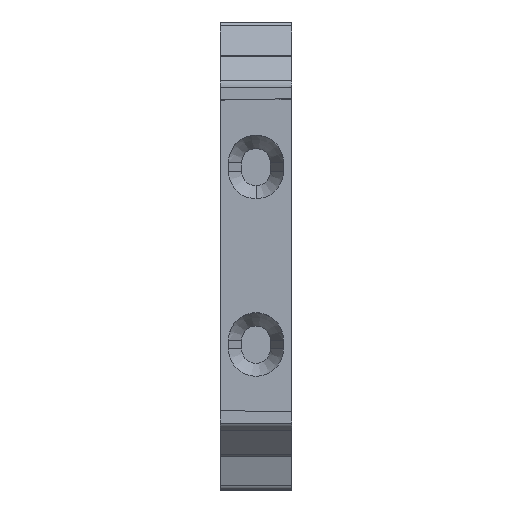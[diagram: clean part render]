
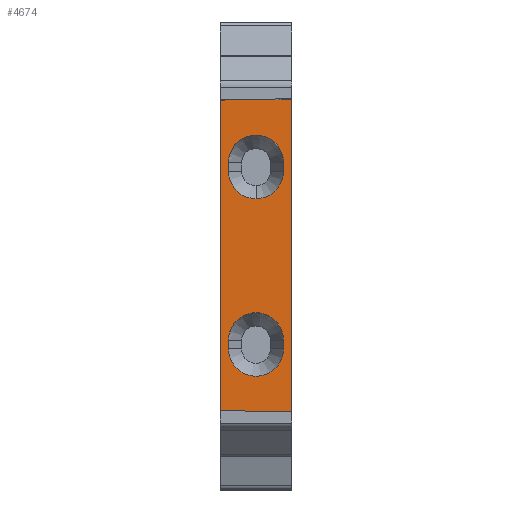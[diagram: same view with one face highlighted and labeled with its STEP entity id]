
A CAD part, top view. The second image highlights one B-rep face of the part: STEP entity #4674.
In plain terms, the highlighted planar face has unit normal (0, 0, 1).
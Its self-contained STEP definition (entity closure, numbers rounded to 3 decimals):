
#4561=AXIS2_PLACEMENT_3D('Plane Axis2P3D',#4558,#4559,#4560) ;
#4576=AXIS2_PLACEMENT_3D('Circle Axis2P3D',#4574,#4575,$) ;
#4592=AXIS2_PLACEMENT_3D('Circle Axis2P3D',#4590,#4591,$) ;
#4599=AXIS2_PLACEMENT_3D('Circle Axis2P3D',#4597,#4598,$) ;
#4613=AXIS2_PLACEMENT_3D('Circle Axis2P3D',#4611,#4612,$) ;
#4626=AXIS2_PLACEMENT_3D('Circle Axis2P3D',#4624,#4625,$) ;
#4635=AXIS2_PLACEMENT_3D('Circle Axis2P3D',#4633,#4634,$) ;
#4649=AXIS2_PLACEMENT_3D('Circle Axis2P3D',#4647,#4648,$) ;
#4656=AXIS2_PLACEMENT_3D('Circle Axis2P3D',#4654,#4655,$) ;
#1077=CARTESIAN_POINT('Vertex',(0.,6.526,51.4)) ;
#1080=CARTESIAN_POINT('Line Origine',(0.,19.5,51.4)) ;
#1084=CARTESIAN_POINT('Vertex',(0.,32.474,51.4)) ;
#1927=CARTESIAN_POINT('Vertex',(6.,32.526,51.4)) ;
#1930=CARTESIAN_POINT('Line Origine',(6.,19.5,51.4)) ;
#1934=CARTESIAN_POINT('Vertex',(6.,6.474,51.4)) ;
#4538=CARTESIAN_POINT('Line Origine',(3.,6.5,51.4)) ;
#4558=CARTESIAN_POINT('Axis2P3D Location',(6.,6.474,51.4)) ;
#4563=CARTESIAN_POINT('Line Origine',(3.,32.5,51.4)) ;
#4574=CARTESIAN_POINT('Axis2P3D Location',(3.,11.75,51.4)) ;
#4578=CARTESIAN_POINT('Vertex',(3.,9.45,51.4)) ;
#4580=CARTESIAN_POINT('Vertex',(0.7,11.75,51.4)) ;
#4583=CARTESIAN_POINT('Line Origine',(0.7,12.1,51.4)) ;
#4587=CARTESIAN_POINT('Vertex',(0.7,12.45,51.4)) ;
#4590=CARTESIAN_POINT('Axis2P3D Location',(3.,12.45,51.4)) ;
#4594=CARTESIAN_POINT('Vertex',(3.,14.75,51.4)) ;
#4597=CARTESIAN_POINT('Axis2P3D Location',(3.,12.45,51.4)) ;
#4601=CARTESIAN_POINT('Vertex',(5.3,12.45,51.4)) ;
#4604=CARTESIAN_POINT('Line Origine',(5.3,12.1,51.4)) ;
#4608=CARTESIAN_POINT('Vertex',(5.3,11.75,51.4)) ;
#4611=CARTESIAN_POINT('Axis2P3D Location',(3.,11.75,51.4)) ;
#4624=CARTESIAN_POINT('Axis2P3D Location',(3.,26.55,51.4)) ;
#4628=CARTESIAN_POINT('Vertex',(3.,24.25,51.4)) ;
#4630=CARTESIAN_POINT('Vertex',(5.3,26.55,51.4)) ;
#4633=CARTESIAN_POINT('Axis2P3D Location',(3.,26.55,51.4)) ;
#4637=CARTESIAN_POINT('Vertex',(0.7,26.55,51.4)) ;
#4640=CARTESIAN_POINT('Line Origine',(0.7,26.9,51.4)) ;
#4644=CARTESIAN_POINT('Vertex',(0.7,27.25,51.4)) ;
#4647=CARTESIAN_POINT('Axis2P3D Location',(3.,27.25,51.4)) ;
#4651=CARTESIAN_POINT('Vertex',(3.,29.55,51.4)) ;
#4654=CARTESIAN_POINT('Axis2P3D Location',(3.,27.25,51.4)) ;
#4658=CARTESIAN_POINT('Vertex',(5.3,27.25,51.4)) ;
#4661=CARTESIAN_POINT('Line Origine',(5.3,26.9,51.4)) ;
#1081=DIRECTION('Vector Direction',(0.,-1.,0.)) ;
#1931=DIRECTION('Vector Direction',(0.,-1.,0.)) ;
#4539=DIRECTION('Vector Direction',(-1.,0.009,0.)) ;
#4559=DIRECTION('Axis2P3D Direction',(0.,0.,1.)) ;
#4560=DIRECTION('Axis2P3D XDirection',(0.,1.,0.)) ;
#4564=DIRECTION('Vector Direction',(-1.,-0.009,0.)) ;
#4575=DIRECTION('Axis2P3D Direction',(0.,0.,1.)) ;
#4584=DIRECTION('Vector Direction',(0.,1.,0.)) ;
#4591=DIRECTION('Axis2P3D Direction',(0.,0.,1.)) ;
#4598=DIRECTION('Axis2P3D Direction',(0.,0.,1.)) ;
#4605=DIRECTION('Vector Direction',(0.,-1.,0.)) ;
#4612=DIRECTION('Axis2P3D Direction',(0.,0.,1.)) ;
#4625=DIRECTION('Axis2P3D Direction',(0.,0.,1.)) ;
#4634=DIRECTION('Axis2P3D Direction',(0.,0.,1.)) ;
#4641=DIRECTION('Vector Direction',(0.,1.,0.)) ;
#4648=DIRECTION('Axis2P3D Direction',(0.,0.,1.)) ;
#4655=DIRECTION('Axis2P3D Direction',(0.,0.,1.)) ;
#4662=DIRECTION('Vector Direction',(0.,-1.,0.)) ;
#1082=VECTOR('Line Direction',#1081,1.) ;
#1932=VECTOR('Line Direction',#1931,1.) ;
#4540=VECTOR('Line Direction',#4539,1.) ;
#4565=VECTOR('Line Direction',#4564,1.) ;
#4585=VECTOR('Line Direction',#4584,1.) ;
#4606=VECTOR('Line Direction',#4605,1.) ;
#4642=VECTOR('Line Direction',#4641,1.) ;
#4663=VECTOR('Line Direction',#4662,1.) ;
#4569=ORIENTED_EDGE('',*,*,#4567,.T.) ;
#4570=ORIENTED_EDGE('',*,*,#1086,.T.) ;
#4571=ORIENTED_EDGE('',*,*,#4542,.T.) ;
#4572=ORIENTED_EDGE('',*,*,#1936,.F.) ;
#4617=ORIENTED_EDGE('',*,*,#4582,.T.) ;
#4618=ORIENTED_EDGE('',*,*,#4589,.T.) ;
#4619=ORIENTED_EDGE('',*,*,#4596,.F.) ;
#4620=ORIENTED_EDGE('',*,*,#4603,.T.) ;
#4621=ORIENTED_EDGE('',*,*,#4610,.F.) ;
#4622=ORIENTED_EDGE('',*,*,#4615,.F.) ;
#4667=ORIENTED_EDGE('',*,*,#4632,.F.) ;
#4668=ORIENTED_EDGE('',*,*,#4639,.T.) ;
#4669=ORIENTED_EDGE('',*,*,#4646,.F.) ;
#4670=ORIENTED_EDGE('',*,*,#4653,.F.) ;
#4671=ORIENTED_EDGE('',*,*,#4660,.T.) ;
#4672=ORIENTED_EDGE('',*,*,#4665,.T.) ;
#4623=FACE_BOUND('',#4616,.T.) ;
#4673=FACE_BOUND('',#4666,.T.) ;
#4674=ADVANCED_FACE('WTA_8_TN-KO',(#4573,#4623,#4673),#4562,.T.) ;
#4577=CIRCLE('generated circle',#4576,2.3) ;
#4593=CIRCLE('generated circle',#4592,2.3) ;
#4600=CIRCLE('generated circle',#4599,2.3) ;
#4614=CIRCLE('generated circle',#4613,2.3) ;
#4627=CIRCLE('generated circle',#4626,2.3) ;
#4636=CIRCLE('generated circle',#4635,2.3) ;
#4650=CIRCLE('generated circle',#4649,2.3) ;
#4657=CIRCLE('generated circle',#4656,2.3) ;
#1086=EDGE_CURVE('',#1085,#1078,#1083,.T.) ;
#1936=EDGE_CURVE('',#1928,#1935,#1933,.T.) ;
#4542=EDGE_CURVE('',#1078,#1935,#4541,.F.) ;
#4567=EDGE_CURVE('',#1928,#1085,#4566,.T.) ;
#4582=EDGE_CURVE('',#4579,#4581,#4577,.F.) ;
#4589=EDGE_CURVE('',#4581,#4588,#4586,.T.) ;
#4596=EDGE_CURVE('',#4595,#4588,#4593,.T.) ;
#4603=EDGE_CURVE('',#4595,#4602,#4600,.F.) ;
#4610=EDGE_CURVE('',#4609,#4602,#4607,.F.) ;
#4615=EDGE_CURVE('',#4579,#4609,#4614,.T.) ;
#4632=EDGE_CURVE('',#4629,#4631,#4627,.T.) ;
#4639=EDGE_CURVE('',#4629,#4638,#4636,.F.) ;
#4646=EDGE_CURVE('',#4645,#4638,#4643,.F.) ;
#4653=EDGE_CURVE('',#4652,#4645,#4650,.T.) ;
#4660=EDGE_CURVE('',#4652,#4659,#4657,.F.) ;
#4665=EDGE_CURVE('',#4659,#4631,#4664,.T.) ;
#4568=EDGE_LOOP('',(#4569,#4570,#4571,#4572)) ;
#4616=EDGE_LOOP('',(#4617,#4618,#4619,#4620,#4621,#4622)) ;
#4666=EDGE_LOOP('',(#4667,#4668,#4669,#4670,#4671,#4672)) ;
#4573=FACE_OUTER_BOUND('',#4568,.T.) ;
#1083=LINE('Line',#1080,#1082) ;
#1933=LINE('Line',#1930,#1932) ;
#4541=LINE('Line',#4538,#4540) ;
#4566=LINE('Line',#4563,#4565) ;
#4586=LINE('Line',#4583,#4585) ;
#4607=LINE('Line',#4604,#4606) ;
#4643=LINE('Line',#4640,#4642) ;
#4664=LINE('Line',#4661,#4663) ;
#4562=PLANE('',#4561) ;
#1078=VERTEX_POINT('',#1077) ;
#1085=VERTEX_POINT('',#1084) ;
#1928=VERTEX_POINT('',#1927) ;
#1935=VERTEX_POINT('',#1934) ;
#4579=VERTEX_POINT('',#4578) ;
#4581=VERTEX_POINT('',#4580) ;
#4588=VERTEX_POINT('',#4587) ;
#4595=VERTEX_POINT('',#4594) ;
#4602=VERTEX_POINT('',#4601) ;
#4609=VERTEX_POINT('',#4608) ;
#4629=VERTEX_POINT('',#4628) ;
#4631=VERTEX_POINT('',#4630) ;
#4638=VERTEX_POINT('',#4637) ;
#4645=VERTEX_POINT('',#4644) ;
#4652=VERTEX_POINT('',#4651) ;
#4659=VERTEX_POINT('',#4658) ;
